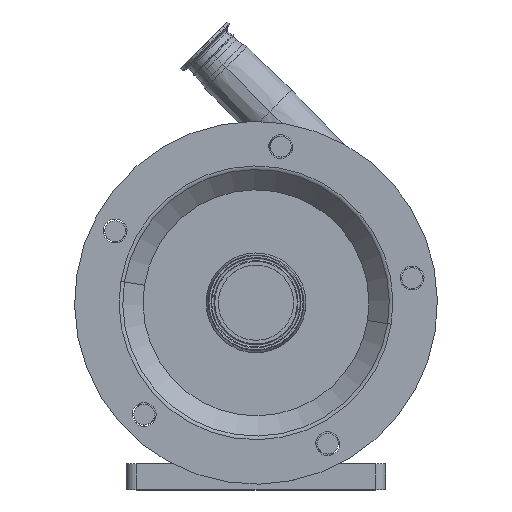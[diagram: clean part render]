
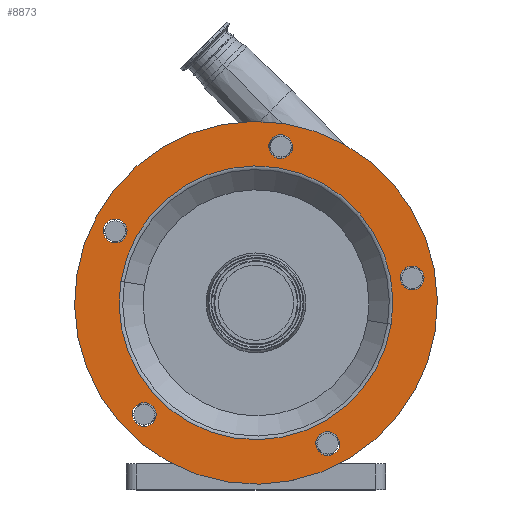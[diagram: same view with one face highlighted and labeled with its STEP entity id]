
A CAD part, top view. The second image highlights one B-rep face of the part: STEP entity #8873.
In plain terms, the highlighted planar face has unit normal (0, 0, 1).
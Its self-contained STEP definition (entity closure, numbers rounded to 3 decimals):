
#22 = DIRECTION ( 'NONE',  ( 0., 0., 1. ) ) ;
#38 = EDGE_CURVE ( 'NONE', #15269, #4656, #13854, .T. ) ;
#108 = CARTESIAN_POINT ( 'NONE',  ( 23.856, 330.622, 215. ) ) ;
#132 = DIRECTION ( 'NONE',  ( 0., 0., 1. ) ) ;
#148 = EDGE_CURVE ( 'NONE', #14365, #6646, #12981, .T. ) ;
#159 = EDGE_CURVE ( 'NONE', #13001, #5790, #16757, .T. ) ;
#175 = EDGE_CURVE ( 'NONE', #12822, #14621, #16317, .T. ) ;
#299 = EDGE_CURVE ( 'NONE', #2268, #5588, #8792, .T. ) ;
#323 = ORIENTED_EDGE ( 'NONE', *, *, #7242, .F. ) ;
#327 = EDGE_LOOP ( 'NONE', ( #10878, #14250 ) ) ;
#706 = EDGE_LOOP ( 'NONE', ( #8630, #9548 ) ) ;
#843 = AXIS2_PLACEMENT_3D ( 'NONE', #5282, #132, #11018 ) ;
#898 = EDGE_CURVE ( 'NONE', #5790, #13001, #10534, .T. ) ;
#1078 = CIRCLE ( 'NONE', #10498, 11.5 ) ;
#1150 = CARTESIAN_POINT ( 'NONE',  ( 150.622, 203.856, 215. ) ) ;
#1191 = CARTESIAN_POINT ( 'NONE',  ( 23.856, 330.622, 215. ) ) ;
#1224 = CIRCLE ( 'NONE', #7149, 175. ) ;
#1233 = EDGE_CURVE ( 'NONE', #8806, #5475, #13178, .T. ) ;
#1315 = AXIS2_PLACEMENT_3D ( 'NONE', #9791, #1354, #11205 ) ;
#1354 = DIRECTION ( 'NONE',  ( 0., 0., 1. ) ) ;
#1449 = EDGE_CURVE ( 'NONE', #5475, #8806, #11404, .T. ) ;
#1646 = CARTESIAN_POINT ( 'NONE',  ( 69.234, 44.122, 215. ) ) ;
#1688 = CARTESIAN_POINT ( 'NONE',  ( -124.52, 247.435, 215. ) ) ;
#2067 = DIRECTION ( 'NONE',  ( 0., 0., -1. ) ) ;
#2233 = CARTESIAN_POINT ( 'NONE',  ( 139.264, 205.655, 215. ) ) ;
#2268 = VERTEX_POINT ( 'NONE', #12565 ) ;
#2288 = DIRECTION ( 'NONE',  ( 0.988, -0.156, 0. ) ) ;
#2596 = DIRECTION ( 'NONE',  ( 0.988, -0.156, 0. ) ) ;
#2637 = ORIENTED_EDGE ( 'NONE', *, *, #898, .T. ) ;
#2679 = CIRCLE ( 'NONE', #4407, 11.5 ) ;
#2897 = ORIENTED_EDGE ( 'NONE', *, *, #3834, .F. ) ;
#3043 = FACE_OUTER_BOUND ( 'NONE', #3721, .T. ) ;
#3055 = DIRECTION ( 'NONE',  ( 0.988, -0.156, 0. ) ) ;
#3073 = DIRECTION ( 'NONE',  ( 0., 0., -1. ) ) ;
#3213 = DIRECTION ( 'NONE',  ( 0., 0., 1. ) ) ;
#3229 = EDGE_CURVE ( 'NONE', #6646, #14365, #11158, .T. ) ;
#3385 = CARTESIAN_POINT ( 'NONE',  ( -96.475, 70.367, 215. ) ) ;
#3436 = PLANE ( 'NONE',  #10642 ) ;
#3721 = EDGE_LOOP ( 'NONE', ( #5795, #2897 ) ) ;
#3834 = EDGE_CURVE ( 'NONE', #14085, #18022, #1224, .T. ) ;
#4158 = CARTESIAN_POINT ( 'NONE',  ( 0., 180., 215. ) ) ;
#4407 = AXIS2_PLACEMENT_3D ( 'NONE', #1646, #11485, #3055 ) ;
#4540 = EDGE_LOOP ( 'NONE', ( #5397, #7811 ) ) ;
#4656 = VERTEX_POINT ( 'NONE', #1688 ) ;
#5096 = AXIS2_PLACEMENT_3D ( 'NONE', #14454, #5981, #15876 ) ;
#5282 = CARTESIAN_POINT ( 'NONE',  ( 69.234, 44.122, 215. ) ) ;
#5397 = ORIENTED_EDGE ( 'NONE', *, *, #175, .F. ) ;
#5475 = VERTEX_POINT ( 'NONE', #10492 ) ;
#5560 = DIRECTION ( 'NONE',  ( -0.988, 0.156, 0. ) ) ;
#5588 = VERTEX_POINT ( 'NONE', #2233 ) ;
#5790 = VERTEX_POINT ( 'NONE', #15193 ) ;
#5795 = ORIENTED_EDGE ( 'NONE', *, *, #6761, .F. ) ;
#5981 = DIRECTION ( 'NONE',  ( 0., 0., 1. ) ) ;
#6264 = ORIENTED_EDGE ( 'NONE', *, *, #159, .T. ) ;
#6359 = CARTESIAN_POINT ( 'NONE',  ( 35.215, 328.823, 215. ) ) ;
#6507 = AXIS2_PLACEMENT_3D ( 'NONE', #1150, #12805, #9588 ) ;
#6646 = VERTEX_POINT ( 'NONE', #6359 ) ;
#6757 = FACE_BOUND ( 'NONE', #9654, .T. ) ;
#6761 = EDGE_CURVE ( 'NONE', #18022, #14085, #16344, .T. ) ;
#6909 = CARTESIAN_POINT ( 'NONE',  ( 57.875, 45.921, 215. ) ) ;
#6937 = EDGE_LOOP ( 'NONE', ( #6264, #2637 ) ) ;
#7052 = CARTESIAN_POINT ( 'NONE',  ( 172.845, 152.624, 215. ) ) ;
#7062 = AXIS2_PLACEMENT_3D ( 'NONE', #16679, #8184, #18114 ) ;
#7149 = AXIS2_PLACEMENT_3D ( 'NONE', #11508, #3073, #12922 ) ;
#7242 = EDGE_CURVE ( 'NONE', #5588, #2268, #1078, .T. ) ;
#7686 = CARTESIAN_POINT ( 'NONE',  ( 27.376, 352.845, 215. ) ) ;
#7811 = ORIENTED_EDGE ( 'NONE', *, *, #10816, .F. ) ;
#7917 = EDGE_CURVE ( 'NONE', #4656, #15269, #12289, .T. ) ;
#8184 = DIRECTION ( 'NONE',  ( 0., 0., -1. ) ) ;
#8310 = DIRECTION ( 'NONE',  ( 0., 0., 1. ) ) ;
#8392 = EDGE_LOOP ( 'NONE', ( #16287, #12138 ) ) ;
#8475 = CARTESIAN_POINT ( 'NONE',  ( -147.237, 251.033, 215. ) ) ;
#8630 = ORIENTED_EDGE ( 'NONE', *, *, #1233, .F. ) ;
#8792 = CIRCLE ( 'NONE', #6507, 11.5 ) ;
#8806 = VERTEX_POINT ( 'NONE', #3385 ) ;
#8873 = ADVANCED_FACE ( 'NONE', ( #14286, #15180, #10521, #6757, #14743, #3043, #17630 ), #3436, .F. ) ;
#9110 = DIRECTION ( 'NONE',  ( -0.988, 0.156, 0. ) ) ;
#9548 = ORIENTED_EDGE ( 'NONE', *, *, #1449, .F. ) ;
#9588 = DIRECTION ( 'NONE',  ( 0.988, -0.156, 0. ) ) ;
#9619 = CARTESIAN_POINT ( 'NONE',  ( -135.878, 249.234, 215. ) ) ;
#9654 = EDGE_LOOP ( 'NONE', ( #15909, #323 ) ) ;
#9791 = CARTESIAN_POINT ( 'NONE',  ( -107.834, 72.166, 215. ) ) ;
#10492 = CARTESIAN_POINT ( 'NONE',  ( -119.192, 73.965, 215. ) ) ;
#10498 = AXIS2_PLACEMENT_3D ( 'NONE', #11646, #3213, #13069 ) ;
#10521 = FACE_BOUND ( 'NONE', #4540, .T. ) ;
#10534 = CIRCLE ( 'NONE', #11479, 132.071 ) ;
#10558 = CARTESIAN_POINT ( 'NONE',  ( 0., 180., 215. ) ) ;
#10564 = CARTESIAN_POINT ( 'NONE',  ( 12.498, 332.421, 215. ) ) ;
#10640 = AXIS2_PLACEMENT_3D ( 'NONE', #9619, #22, #18308 ) ;
#10642 = AXIS2_PLACEMENT_3D ( 'NONE', #7686, #17595, #9110 ) ;
#10816 = EDGE_CURVE ( 'NONE', #14621, #12822, #2679, .T. ) ;
#10878 = ORIENTED_EDGE ( 'NONE', *, *, #3229, .F. ) ;
#11018 = DIRECTION ( 'NONE',  ( 0.988, -0.156, 0. ) ) ;
#11041 = DIRECTION ( 'NONE',  ( 0., 0., 1. ) ) ;
#11158 = CIRCLE ( 'NONE', #12791, 11.5 ) ;
#11172 = DIRECTION ( 'NONE',  ( 0., 0., 1. ) ) ;
#11205 = DIRECTION ( 'NONE',  ( 0.988, -0.156, 0. ) ) ;
#11404 = CIRCLE ( 'NONE', #5096, 11.5 ) ;
#11479 = AXIS2_PLACEMENT_3D ( 'NONE', #4158, #14023, #5560 ) ;
#11485 = DIRECTION ( 'NONE',  ( 0., 0., 1. ) ) ;
#11508 = CARTESIAN_POINT ( 'NONE',  ( 0., 180., 215. ) ) ;
#11646 = CARTESIAN_POINT ( 'NONE',  ( 150.622, 203.856, 215. ) ) ;
#12138 = ORIENTED_EDGE ( 'NONE', *, *, #38, .F. ) ;
#12289 = CIRCLE ( 'NONE', #16448, 11.5 ) ;
#12565 = CARTESIAN_POINT ( 'NONE',  ( 161.981, 202.057, 215. ) ) ;
#12791 = AXIS2_PLACEMENT_3D ( 'NONE', #1191, #11041, #2596 ) ;
#12805 = DIRECTION ( 'NONE',  ( 0., 0., 1. ) ) ;
#12822 = VERTEX_POINT ( 'NONE', #16716 ) ;
#12922 = DIRECTION ( 'NONE',  ( -0.988, 0.156, 0. ) ) ;
#12981 = CIRCLE ( 'NONE', #15378, 11.5 ) ;
#13001 = VERTEX_POINT ( 'NONE', #14161 ) ;
#13069 = DIRECTION ( 'NONE',  ( 0.988, -0.156, 0. ) ) ;
#13178 = CIRCLE ( 'NONE', #1315, 11.5 ) ;
#13854 = CIRCLE ( 'NONE', #10640, 11.5 ) ;
#14023 = DIRECTION ( 'NONE',  ( 0., 0., -1. ) ) ;
#14085 = VERTEX_POINT ( 'NONE', #7052 ) ;
#14161 = CARTESIAN_POINT ( 'NONE',  ( -130.445, 200.66, 215. ) ) ;
#14250 = ORIENTED_EDGE ( 'NONE', *, *, #148, .F. ) ;
#14286 = FACE_BOUND ( 'NONE', #8392, .T. ) ;
#14365 = VERTEX_POINT ( 'NONE', #10564 ) ;
#14454 = CARTESIAN_POINT ( 'NONE',  ( -107.834, 72.166, 215. ) ) ;
#14621 = VERTEX_POINT ( 'NONE', #6909 ) ;
#14743 = FACE_BOUND ( 'NONE', #6937, .T. ) ;
#15115 = CARTESIAN_POINT ( 'NONE',  ( -172.845, 207.376, 215. ) ) ;
#15180 = FACE_BOUND ( 'NONE', #706, .T. ) ;
#15193 = CARTESIAN_POINT ( 'NONE',  ( 130.445, 159.34, 215. ) ) ;
#15269 = VERTEX_POINT ( 'NONE', #8475 ) ;
#15378 = AXIS2_PLACEMENT_3D ( 'NONE', #108, #11172, #2288 ) ;
#15876 = DIRECTION ( 'NONE',  ( 0.988, -0.156, 0. ) ) ;
#15909 = ORIENTED_EDGE ( 'NONE', *, *, #299, .F. ) ;
#16210 = DIRECTION ( 'NONE',  ( -0.988, 0.156, 0. ) ) ;
#16287 = ORIENTED_EDGE ( 'NONE', *, *, #7917, .F. ) ;
#16317 = CIRCLE ( 'NONE', #843, 11.5 ) ;
#16344 = CIRCLE ( 'NONE', #7062, 175. ) ;
#16448 = AXIS2_PLACEMENT_3D ( 'NONE', #16810, #8310, #18238 ) ;
#16679 = CARTESIAN_POINT ( 'NONE',  ( 0., 180., 215. ) ) ;
#16716 = CARTESIAN_POINT ( 'NONE',  ( 80.592, 42.323, 215. ) ) ;
#16757 = CIRCLE ( 'NONE', #17309, 132.071 ) ;
#16810 = CARTESIAN_POINT ( 'NONE',  ( -135.878, 249.234, 215. ) ) ;
#17309 = AXIS2_PLACEMENT_3D ( 'NONE', #10558, #2067, #16210 ) ;
#17595 = DIRECTION ( 'NONE',  ( 0., 0., -1. ) ) ;
#17630 = FACE_BOUND ( 'NONE', #327, .T. ) ;
#18022 = VERTEX_POINT ( 'NONE', #15115 ) ;
#18114 = DIRECTION ( 'NONE',  ( -0.988, 0.156, 0. ) ) ;
#18238 = DIRECTION ( 'NONE',  ( 0.988, -0.156, 0. ) ) ;
#18308 = DIRECTION ( 'NONE',  ( 0.988, -0.156, 0. ) ) ;
